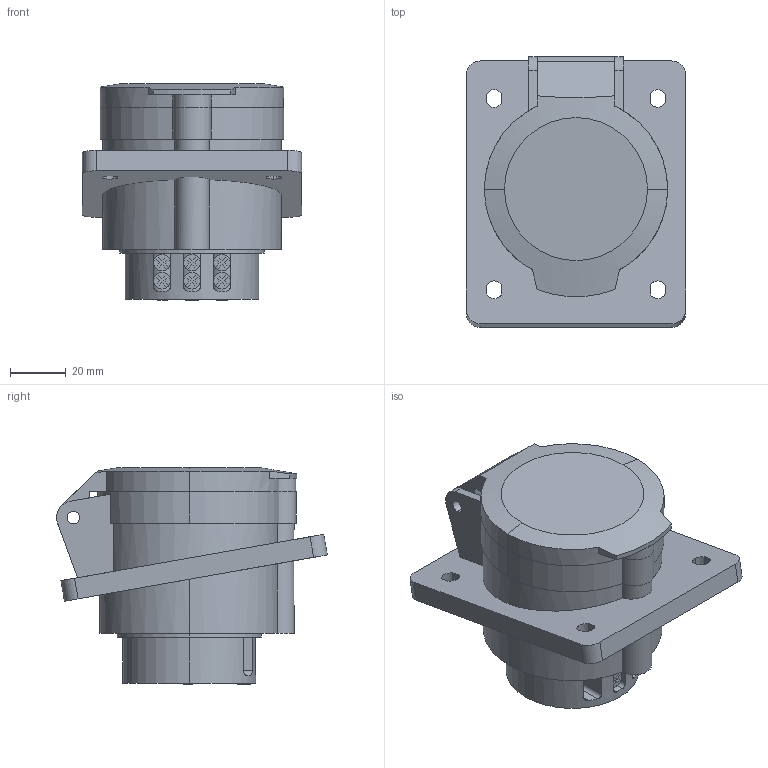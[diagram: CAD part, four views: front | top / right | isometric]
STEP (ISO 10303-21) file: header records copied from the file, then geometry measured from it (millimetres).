
FILE_DESCRIPTION (( 'STEP AP214' ), '1' );
FILE_NAME ('PSR41-032-3 Ðîçåòêà 423 ñêðûòàÿ 2Ð+Å 32À 220Â IP44 ÈÝÊ.STEP', '2017-03-21T12:23:32', ( '' ), ( '' ), 'SwSTEP 2.0', 'SolidWorks 2014', '' );
FILE_SCHEMA (( 'AUTOMOTIVE_DESIGN' ));
Length unit declared in the file: millimetre
Products named in the file (1): PSR41-032-3 Ðîçåòêà 423 ñêðûòàÿ 2Ð+Å 32À 220Â IP44 ÈÝÊ
Bounding box: 79 x 97.5 x 78 mm (x, y, z)
Volume: 195592.3 mm3; surface area: 65650.4 mm2
Topology: 8 solids, 8 shells, 367 faces, 942 edges, 627 vertices
Faces by surface type: plane 209, cylinder 127, bspline 23, cone 8
Entity records: 12789 total; most frequent: CARTESIAN_POINT 3677, ORIENTED_EDGE 1884, DIRECTION 1818, EDGE_CURVE 942, VERTEX_POINT 627, AXIS2_PLACEMENT_3D 617, LINE 584, VECTOR 584
